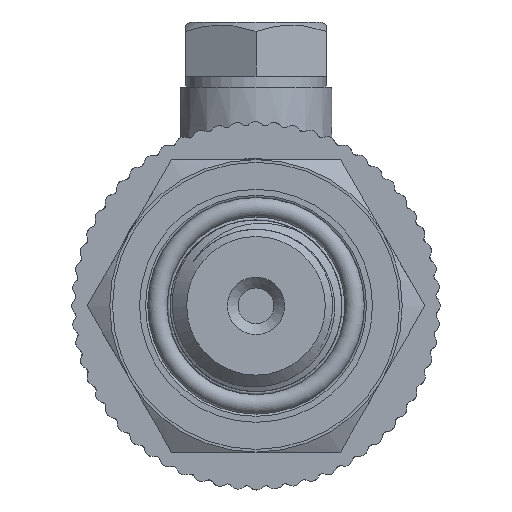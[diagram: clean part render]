
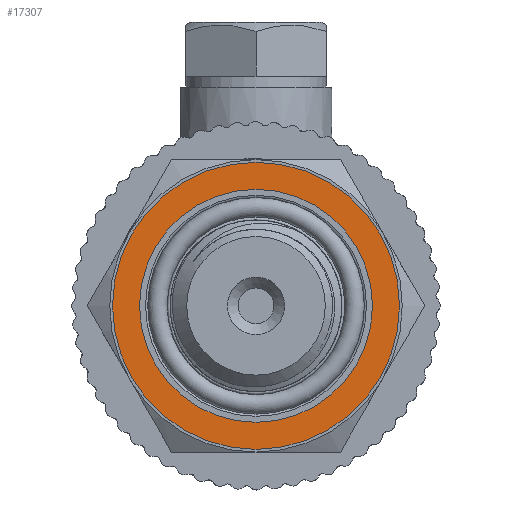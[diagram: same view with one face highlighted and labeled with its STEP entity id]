
A CAD part, left-side view. The second image highlights one B-rep face of the part: STEP entity #17307.
In plain terms, the highlighted planar face has unit normal (-1, 0, 0).
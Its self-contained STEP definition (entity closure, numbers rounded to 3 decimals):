
#686=PLANE('',#18214);
#854=FACE_BOUND('',#2254,.T.);
#1234=FACE_OUTER_BOUND('',#2253,.T.);
#2253=EDGE_LOOP('',(#12951));
#2254=EDGE_LOOP('',(#12952));
#2983=CIRCLE('',#18154,13.25);
#3018=CIRCLE('',#18213,10.75);
#7073=VERTEX_POINT('',#30389);
#7107=VERTEX_POINT('',#32745);
#9209=EDGE_CURVE('',#7073,#7073,#2983,.T.);
#9268=EDGE_CURVE('',#7107,#7107,#3018,.T.);
#12951=ORIENTED_EDGE('',*,*,#9209,.T.);
#12952=ORIENTED_EDGE('',*,*,#9268,.T.);
#17307=ADVANCED_FACE('',(#1234,#854),#686,.T.);
#18154=AXIS2_PLACEMENT_3D('',#30390,#19700,#19701);
#18213=AXIS2_PLACEMENT_3D('',#32746,#19828,#19829);
#18214=AXIS2_PLACEMENT_3D('',#32748,#19831,#19832);
#19700=DIRECTION('center_axis',(-1.,0.,0.));
#19701=DIRECTION('ref_axis',(0.,1.,0.));
#19828=DIRECTION('center_axis',(1.,0.,0.));
#19829=DIRECTION('ref_axis',(0.,0.,-1.));
#19831=DIRECTION('center_axis',(-1.,0.,0.));
#19832=DIRECTION('ref_axis',(0.,0.,1.));
#30389=CARTESIAN_POINT('',(-48.,-13.25,0.));
#30390=CARTESIAN_POINT('Origin',(-48.,0.,0.));
#32745=CARTESIAN_POINT('',(-48.,-10.75,0.));
#32746=CARTESIAN_POINT('Origin',(-48.,0.,0.));
#32748=CARTESIAN_POINT('Origin',(-48.,13.5,0.));
